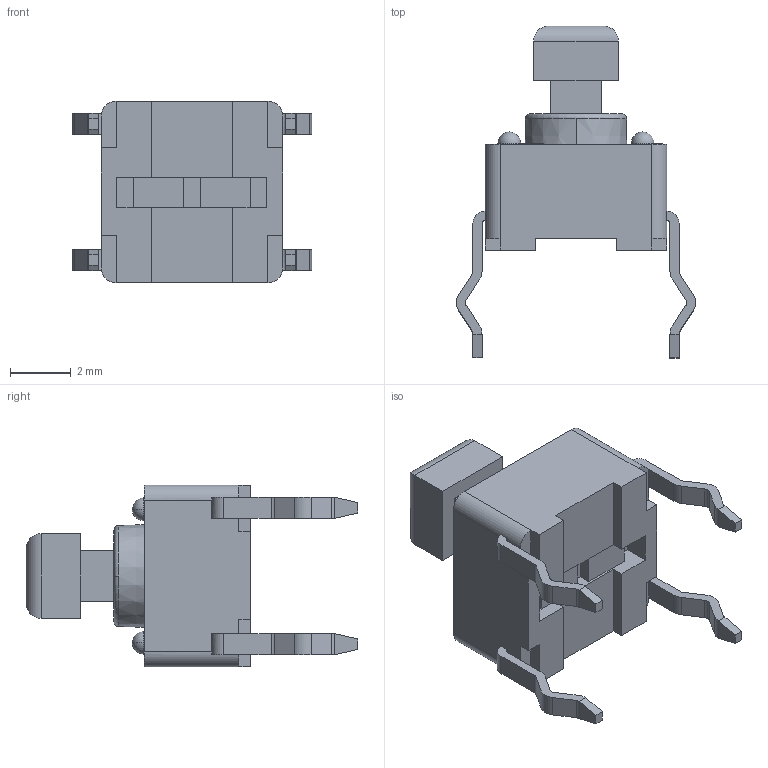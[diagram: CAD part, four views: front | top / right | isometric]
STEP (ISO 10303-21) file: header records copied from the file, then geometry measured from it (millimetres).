
FILE_DESCRIPTION (( 'STEP AP214' ), '1' );
FILE_NAME ('TL1105SPF160Q.STEP', '2023-08-17T19:25:04', ( '' ), ( '' ), 'SwSTEP 2.0', 'SolidWorks 2021', '' );
FILE_SCHEMA (( 'AUTOMOTIVE_DESIGN' ));
Length unit declared in the file: millimetre
Products named in the file (2): TL1105SPF160Q; TL1105SPF160Q--3DModel-STEP-520916
Assembly tree (1 placements, depth 2):
  TL1105SPF160Q
    TL1105SPF160Q--3DModel-STEP-520916
Bounding box: 7.89 x 10.95 x 6 mm (x, y, z)
Volume: 121.6 mm3; surface area: 386.5 mm2
Topology: 1 solids, 2 shells, 255 faces, 672 edges, 429 vertices
Faces by surface type: plane 155, cylinder 78, sphere 12, cone 4, bspline 4, torus 2
Entity records: 7844 total; most frequent: CARTESIAN_POINT 1518, ORIENTED_EDGE 1308, DIRECTION 1306, EDGE_CURVE 654, VECTOR 464, LINE 464, AXIS2_PLACEMENT_3D 421, VERTEX_POINT 421
